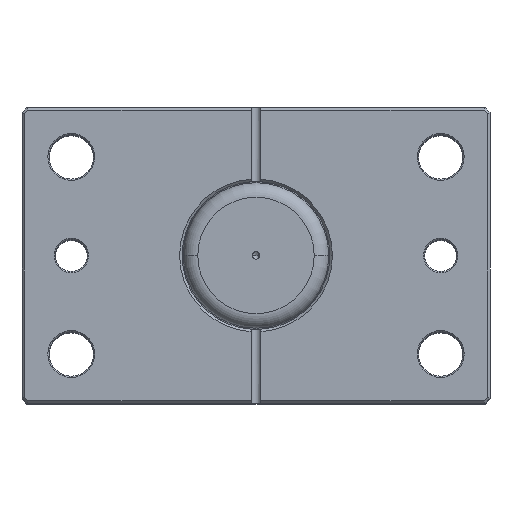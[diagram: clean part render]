
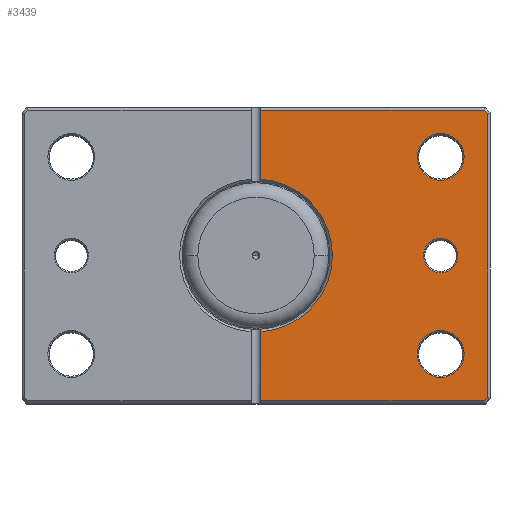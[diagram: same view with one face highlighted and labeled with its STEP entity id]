
A CAD part, top view. The second image highlights one B-rep face of the part: STEP entity #3439.
In plain terms, the highlighted face is planar.
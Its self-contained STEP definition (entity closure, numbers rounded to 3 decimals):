
#10 = DIRECTION ( 'NONE',  ( 0., 0., 1. ) ) ;
#17 = CARTESIAN_POINT ( 'NONE',  ( -92.586, -59., 0. ) ) ;
#48 = VERTEX_POINT ( 'NONE', #3180 ) ;
#61 = FACE_BOUND ( 'NONE', #382, .T. ) ;
#67 = DIRECTION ( 'NONE',  ( 1., 0., 0. ) ) ;
#78 = ORIENTED_EDGE ( 'NONE', *, *, #4475, .T. ) ;
#101 = VECTOR ( 'NONE', #895, 1000. ) ;
#234 = EDGE_CURVE ( 'NONE', #698, #1472, #4288, .T. ) ;
#382 = EDGE_LOOP ( 'NONE', ( #4998, #6742 ) ) ;
#425 = AXIS2_PLACEMENT_3D ( 'NONE', #2404, #6332, #2997 ) ;
#497 = ORIENTED_EDGE ( 'NONE', *, *, #1971, .T. ) ;
#576 = ORIENTED_EDGE ( 'NONE', *, *, #1142, .T. ) ;
#659 = AXIS2_PLACEMENT_3D ( 'NONE', #1643, #5591, #2206 ) ;
#698 = VERTEX_POINT ( 'NONE', #2246 ) ;
#710 = EDGE_CURVE ( 'NONE', #6224, #5072, #1237, .T. ) ;
#727 = ORIENTED_EDGE ( 'NONE', *, *, #4658, .T. ) ;
#878 = LINE ( 'NONE', #2072, #6510 ) ;
#886 = VERTEX_POINT ( 'NONE', #3335 ) ;
#895 = DIRECTION ( 'NONE',  ( 1., 0., 0. ) ) ;
#903 = DIRECTION ( 'NONE',  ( 0., -1., 0. ) ) ;
#1073 = CARTESIAN_POINT ( 'NONE',  ( -68., 0., 0. ) ) ;
#1087 = CARTESIAN_POINT ( 'NONE',  ( -75., 40., 0. ) ) ;
#1142 = EDGE_CURVE ( 'NONE', #4511, #2685, #5901, .T. ) ;
#1146 = EDGE_LOOP ( 'NONE', ( #5316, #5623 ) ) ;
#1237 = CIRCLE ( 'NONE', #2906, 9.5 ) ;
#1332 = CARTESIAN_POINT ( 'NONE',  ( -65.5, 40., 0. ) ) ;
#1355 = FACE_BOUND ( 'NONE', #7203, .T. ) ;
#1431 = ORIENTED_EDGE ( 'NONE', *, *, #2770, .T. ) ;
#1472 = VERTEX_POINT ( 'NONE', #17 ) ;
#1493 = CARTESIAN_POINT ( 'NONE',  ( -2., 59., 0. ) ) ;
#1553 = VECTOR ( 'NONE', #2537, 1000. ) ;
#1593 = LINE ( 'NONE', #4331, #101 ) ;
#1627 = CARTESIAN_POINT ( 'NONE',  ( -2., -30.935, 0. ) ) ;
#1643 = CARTESIAN_POINT ( 'NONE',  ( -75., 0., 0. ) ) ;
#1649 = DIRECTION ( 'NONE',  ( 1., 0., 0. ) ) ;
#1798 = AXIS2_PLACEMENT_3D ( 'NONE', #3421, #10, #3977 ) ;
#1971 = EDGE_CURVE ( 'NONE', #2463, #4511, #4945, .T. ) ;
#1980 = CIRCLE ( 'NONE', #5915, 31. ) ;
#2031 = DIRECTION ( 'NONE',  ( 1., 0., 0. ) ) ;
#2072 = CARTESIAN_POINT ( 'NONE',  ( -75.793, -75.793, 0. ) ) ;
#2078 = ORIENTED_EDGE ( 'NONE', *, *, #710, .T. ) ;
#2206 = DIRECTION ( 'NONE',  ( 1., 0., 0. ) ) ;
#2246 = CARTESIAN_POINT ( 'NONE',  ( -2., -59., 0. ) ) ;
#2404 = CARTESIAN_POINT ( 'NONE',  ( 0., 0., 0. ) ) ;
#2463 = VERTEX_POINT ( 'NONE', #3320 ) ;
#2537 = DIRECTION ( 'NONE',  ( 0., -1., 0. ) ) ;
#2582 = PLANE ( 'NONE',  #5134 ) ;
#2605 = DIRECTION ( 'NONE',  ( 0., 0., 1. ) ) ;
#2670 = DIRECTION ( 'NONE',  ( -0.707, 0.707, 0. ) ) ;
#2685 = VERTEX_POINT ( 'NONE', #4586 ) ;
#2770 = EDGE_CURVE ( 'NONE', #886, #5123, #1980, .T. ) ;
#2897 = CARTESIAN_POINT ( 'NONE',  ( -84.5, -40., 0. ) ) ;
#2906 = AXIS2_PLACEMENT_3D ( 'NONE', #4468, #6887, #2031 ) ;
#2915 = LINE ( 'NONE', #4339, #6985 ) ;
#2924 = EDGE_CURVE ( 'NONE', #5065, #5252, #6055, .T. ) ;
#2930 = VECTOR ( 'NONE', #5428, 1000. ) ;
#2989 = VERTEX_POINT ( 'NONE', #1073 ) ;
#2997 = DIRECTION ( 'NONE',  ( 1., 0., 0. ) ) ;
#3024 = CIRCLE ( 'NONE', #659, 7. ) ;
#3078 = LINE ( 'NONE', #6451, #1553 ) ;
#3119 = DIRECTION ( 'NONE',  ( 0., 0., 1. ) ) ;
#3180 = CARTESIAN_POINT ( 'NONE',  ( -82., 0., 0. ) ) ;
#3311 = CARTESIAN_POINT ( 'NONE',  ( -75., -40., 0. ) ) ;
#3320 = CARTESIAN_POINT ( 'NONE',  ( -94., -57.586, 0. ) ) ;
#3335 = CARTESIAN_POINT ( 'NONE',  ( -2., 30.935, 0. ) ) ;
#3370 = CARTESIAN_POINT ( 'NONE',  ( -31., 0., 0. ) ) ;
#3386 = CARTESIAN_POINT ( 'NONE',  ( -94., 0., 0. ) ) ;
#3421 = CARTESIAN_POINT ( 'NONE',  ( -75., -40., 0. ) ) ;
#3439 = ADVANCED_FACE ( 'NONE', ( #4412, #61, #1355, #7157 ), #2582, .F. ) ;
#3469 = CIRCLE ( 'NONE', #7215, 9.5 ) ;
#3478 = DIRECTION ( 'NONE',  ( 0., 0., 1. ) ) ;
#3488 = CIRCLE ( 'NONE', #425, 31. ) ;
#3789 = ORIENTED_EDGE ( 'NONE', *, *, #4577, .T. ) ;
#3811 = EDGE_LOOP ( 'NONE', ( #6228, #1431, #78, #6873, #4249, #727, #497, #576, #3789 ) ) ;
#3861 = DIRECTION ( 'NONE',  ( 1., 0., 0. ) ) ;
#3874 = CARTESIAN_POINT ( 'NONE',  ( -84.5, 40., 0. ) ) ;
#3977 = DIRECTION ( 'NONE',  ( 1., 0., 0. ) ) ;
#4249 = ORIENTED_EDGE ( 'NONE', *, *, #234, .T. ) ;
#4288 = LINE ( 'NONE', #6976, #5569 ) ;
#4331 = CARTESIAN_POINT ( 'NONE',  ( 0., 59., 0. ) ) ;
#4339 = CARTESIAN_POINT ( 'NONE',  ( -2., 60., 0. ) ) ;
#4412 = FACE_BOUND ( 'NONE', #1146, .T. ) ;
#4468 = CARTESIAN_POINT ( 'NONE',  ( -75., 40., 0. ) ) ;
#4475 = EDGE_CURVE ( 'NONE', #5123, #6881, #3488, .T. ) ;
#4491 = DIRECTION ( 'NONE',  ( 0., 1., 0. ) ) ;
#4511 = VERTEX_POINT ( 'NONE', #5266 ) ;
#4577 = EDGE_CURVE ( 'NONE', #2685, #4617, #1593, .T. ) ;
#4586 = CARTESIAN_POINT ( 'NONE',  ( -92.586, 59., 0. ) ) ;
#4617 = VERTEX_POINT ( 'NONE', #1493 ) ;
#4658 = EDGE_CURVE ( 'NONE', #1472, #2463, #878, .T. ) ;
#4680 = CIRCLE ( 'NONE', #5641, 7. ) ;
#4741 = EDGE_CURVE ( 'NONE', #48, #2989, #3024, .T. ) ;
#4764 = VECTOR ( 'NONE', #4491, 1000. ) ;
#4785 = EDGE_CURVE ( 'NONE', #5252, #5065, #5828, .T. ) ;
#4871 = CARTESIAN_POINT ( 'NONE',  ( 0., 0., 0. ) ) ;
#4945 = LINE ( 'NONE', #3386, #4764 ) ;
#4977 = CARTESIAN_POINT ( 'NONE',  ( -65.5, -40., 0. ) ) ;
#4998 = ORIENTED_EDGE ( 'NONE', *, *, #4785, .T. ) ;
#5041 = AXIS2_PLACEMENT_3D ( 'NONE', #3311, #7169, #3861 ) ;
#5051 = DIRECTION ( 'NONE',  ( 0., 0., 1. ) ) ;
#5065 = VERTEX_POINT ( 'NONE', #4977 ) ;
#5072 = VERTEX_POINT ( 'NONE', #3874 ) ;
#5123 = VERTEX_POINT ( 'NONE', #3370 ) ;
#5134 = AXIS2_PLACEMENT_3D ( 'NONE', #4871, #2605, #6527 ) ;
#5252 = VERTEX_POINT ( 'NONE', #2897 ) ;
#5266 = CARTESIAN_POINT ( 'NONE',  ( -94., 57.586, 0. ) ) ;
#5316 = ORIENTED_EDGE ( 'NONE', *, *, #4741, .T. ) ;
#5428 = DIRECTION ( 'NONE',  ( 0.707, 0.707, 0. ) ) ;
#5569 = VECTOR ( 'NONE', #6766, 1000. ) ;
#5578 = CARTESIAN_POINT ( 'NONE',  ( -75.793, 75.793, 0. ) ) ;
#5591 = DIRECTION ( 'NONE',  ( 0., 0., 1. ) ) ;
#5623 = ORIENTED_EDGE ( 'NONE', *, *, #6063, .T. ) ;
#5641 = AXIS2_PLACEMENT_3D ( 'NONE', #6785, #3478, #67 ) ;
#5828 = CIRCLE ( 'NONE', #1798, 9.5 ) ;
#5901 = LINE ( 'NONE', #5578, #2930 ) ;
#5915 = AXIS2_PLACEMENT_3D ( 'NONE', #6432, #3119, #6992 ) ;
#6055 = CIRCLE ( 'NONE', #5041, 9.5 ) ;
#6063 = EDGE_CURVE ( 'NONE', #2989, #48, #4680, .T. ) ;
#6125 = ORIENTED_EDGE ( 'NONE', *, *, #6543, .T. ) ;
#6224 = VERTEX_POINT ( 'NONE', #1332 ) ;
#6228 = ORIENTED_EDGE ( 'NONE', *, *, #6308, .T. ) ;
#6308 = EDGE_CURVE ( 'NONE', #4617, #886, #3078, .T. ) ;
#6332 = DIRECTION ( 'NONE',  ( 0., 0., 1. ) ) ;
#6355 = EDGE_CURVE ( 'NONE', #6881, #698, #2915, .T. ) ;
#6432 = CARTESIAN_POINT ( 'NONE',  ( 0., 0., 0. ) ) ;
#6451 = CARTESIAN_POINT ( 'NONE',  ( -2., 60., 0. ) ) ;
#6510 = VECTOR ( 'NONE', #2670, 1000. ) ;
#6527 = DIRECTION ( 'NONE',  ( 1., 0., 0. ) ) ;
#6543 = EDGE_CURVE ( 'NONE', #5072, #6224, #3469, .T. ) ;
#6742 = ORIENTED_EDGE ( 'NONE', *, *, #2924, .T. ) ;
#6766 = DIRECTION ( 'NONE',  ( -1., 0., 0. ) ) ;
#6785 = CARTESIAN_POINT ( 'NONE',  ( -75., 0., 0. ) ) ;
#6873 = ORIENTED_EDGE ( 'NONE', *, *, #6355, .T. ) ;
#6881 = VERTEX_POINT ( 'NONE', #1627 ) ;
#6887 = DIRECTION ( 'NONE',  ( 0., 0., 1. ) ) ;
#6976 = CARTESIAN_POINT ( 'NONE',  ( 0., -59., 0. ) ) ;
#6985 = VECTOR ( 'NONE', #903, 1000. ) ;
#6992 = DIRECTION ( 'NONE',  ( 1., 0., 0. ) ) ;
#7157 = FACE_OUTER_BOUND ( 'NONE', #3811, .T. ) ;
#7169 = DIRECTION ( 'NONE',  ( 0., 0., 1. ) ) ;
#7203 = EDGE_LOOP ( 'NONE', ( #6125, #2078 ) ) ;
#7215 = AXIS2_PLACEMENT_3D ( 'NONE', #1087, #5051, #1649 ) ;
